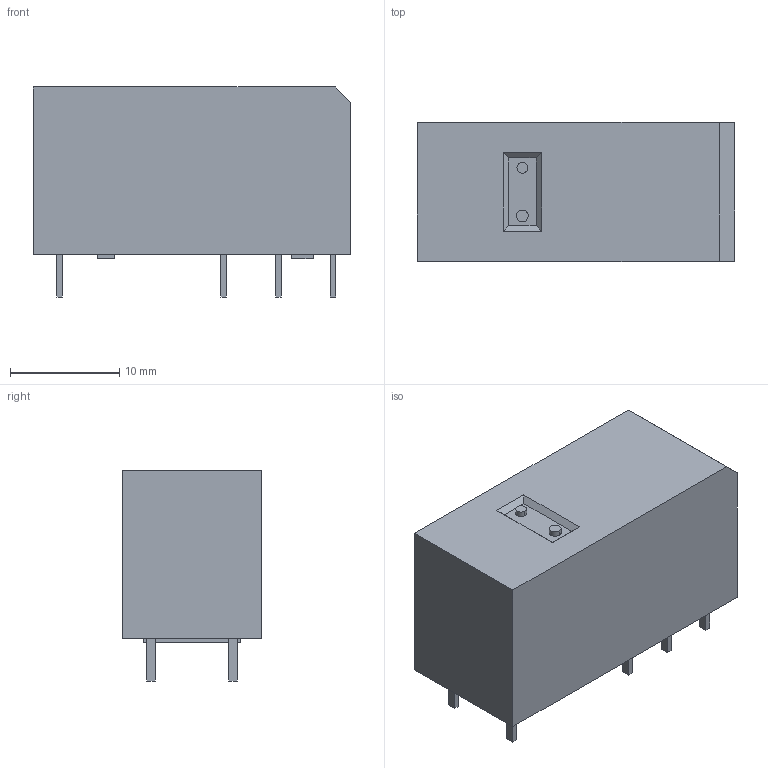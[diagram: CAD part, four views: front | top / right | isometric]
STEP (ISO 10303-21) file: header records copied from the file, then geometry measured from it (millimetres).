
FILE_DESCRIPTION((''),'2;1');
FILE_NAME('REL_OMRON_G2RL-24.stp','2015-06-16T11:27:04',(''),(''),'Mechanical Desktop 2011','Mechanical Desktop 2011',', , ');
FILE_SCHEMA(('AUTOMOTIVE_DESIGN { 1 2 10303 214 1 1 1 1 }'));
Length unit declared in the file: millimetre
Products named in the file (1): Product
Bounding box: 29 x 12.7 x 19.2 mm (x, y, z)
Volume: 5638.7 mm3; surface area: 2111.8 mm2
Topology: 9 solids, 9 shells, 76 faces, 159 edges, 106 vertices
Faces by surface type: plane 72, cylinder 4
Entity records: 2035 total; most frequent: CARTESIAN_POINT 342, DIRECTION 321, ORIENTED_EDGE 318, EDGE_CURVE 159, VECTOR 151, LINE 151, VERTEX_POINT 106, AXIS2_PLACEMENT_3D 85
